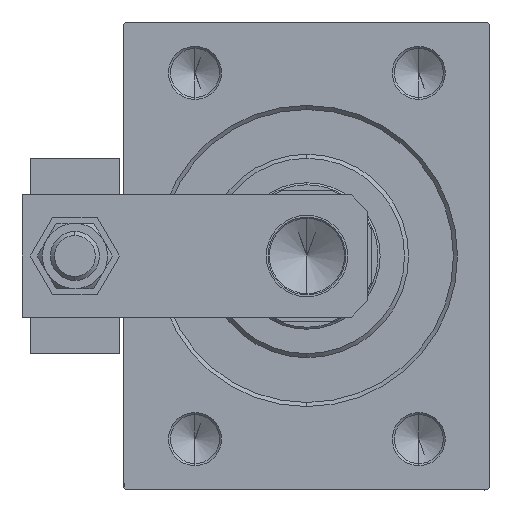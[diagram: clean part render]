
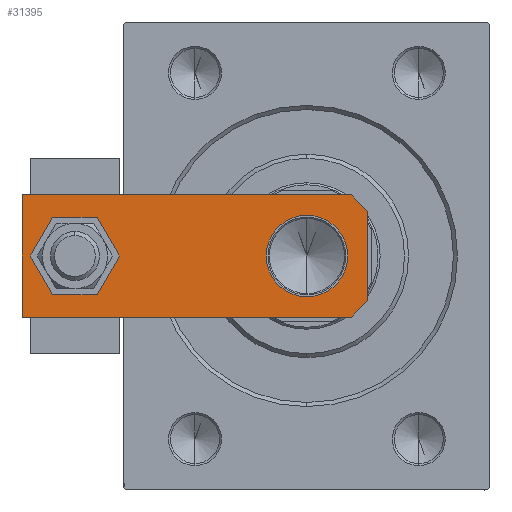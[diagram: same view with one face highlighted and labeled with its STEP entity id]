
A CAD part, left-side view. The second image highlights one B-rep face of the part: STEP entity #31395.
In plain terms, the highlighted face is planar.
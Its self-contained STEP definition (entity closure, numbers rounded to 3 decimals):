
#996 = DIRECTION ( 'NONE',  ( 0., -1., 0. ) ) ;
#1563 = VERTEX_POINT ( 'NONE', #33604 ) ;
#1716 = DIRECTION ( 'NONE',  ( 1., 0., 0. ) ) ;
#1766 = CARTESIAN_POINT ( 'NONE',  ( -15., 4., 8. ) ) ;
#1831 = ORIENTED_EDGE ( 'NONE', *, *, #36053, .F. ) ;
#3269 = DIRECTION ( 'NONE',  ( 0., 1., 0. ) ) ;
#3294 = EDGE_CURVE ( 'NONE', #45097, #17814, #27576, .T. ) ;
#3847 = VERTEX_POINT ( 'NONE', #20805 ) ;
#4698 = EDGE_CURVE ( 'NONE', #34087, #45097, #15295, .T. ) ;
#5831 = CARTESIAN_POINT ( 'NONE',  ( 0., 72., 8. ) ) ;
#6840 = DIRECTION ( 'NONE',  ( 0., 0., 1. ) ) ;
#7330 = VERTEX_POINT ( 'NONE', #18637 ) ;
#7683 = PLANE ( 'NONE',  #25714 ) ;
#7923 = DIRECTION ( 'NONE',  ( 1., 0., 0. ) ) ;
#8846 = CARTESIAN_POINT ( 'NONE',  ( -15., 85., 8. ) ) ;
#9399 = CARTESIAN_POINT ( 'NONE',  ( 5.5, -5.5, 8. ) ) ;
#9609 = CARTESIAN_POINT ( 'NONE',  ( 0., 72., 8. ) ) ;
#9735 = CARTESIAN_POINT ( 'NONE',  ( 0., 15., 8. ) ) ;
#9835 = DIRECTION ( 'NONE',  ( 0.707, -0.707, 0. ) ) ;
#11468 = FACE_BOUND ( 'NONE', #13094, .T. ) ;
#11478 = EDGE_CURVE ( 'NONE', #25526, #7330, #44556, .T. ) ;
#12051 = VECTOR ( 'NONE', #46625, 1000. ) ;
#12649 = ORIENTED_EDGE ( 'NONE', *, *, #3294, .T. ) ;
#13094 = EDGE_LOOP ( 'NONE', ( #39591, #32869 ) ) ;
#13150 = VERTEX_POINT ( 'NONE', #48149 ) ;
#14972 = ORIENTED_EDGE ( 'NONE', *, *, #24443, .F. ) ;
#15295 = LINE ( 'NONE', #27172, #12051 ) ;
#15409 = LINE ( 'NONE', #34385, #39613 ) ;
#15796 = AXIS2_PLACEMENT_3D ( 'NONE', #5831, #36152, #38799 ) ;
#17170 = CARTESIAN_POINT ( 'NONE',  ( 15., 85., 8. ) ) ;
#17814 = VERTEX_POINT ( 'NONE', #1766 ) ;
#18187 = EDGE_CURVE ( 'NONE', #3847, #36542, #38341, .T. ) ;
#18206 = DIRECTION ( 'NONE',  ( 1., 0., 0. ) ) ;
#18542 = FACE_BOUND ( 'NONE', #36194, .T. ) ;
#18637 = CARTESIAN_POINT ( 'NONE',  ( 15., 4., 8. ) ) ;
#19387 = CIRCLE ( 'NONE', #38788, 10. ) ;
#20512 = EDGE_CURVE ( 'NONE', #32500, #25526, #45232, .T. ) ;
#20805 = CARTESIAN_POINT ( 'NONE',  ( 10., 15., 8. ) ) ;
#20854 = DIRECTION ( 'NONE',  ( 1., 0., 0. ) ) ;
#20946 = CARTESIAN_POINT ( 'NONE',  ( -5.5, -5.5, 8. ) ) ;
#21898 = ORIENTED_EDGE ( 'NONE', *, *, #11478, .T. ) ;
#22562 = VECTOR ( 'NONE', #9835, 1000. ) ;
#22987 = AXIS2_PLACEMENT_3D ( 'NONE', #33358, #24979, #1716 ) ;
#23083 = CARTESIAN_POINT ( 'NONE',  ( 0., 0., 8. ) ) ;
#24071 = DIRECTION ( 'NONE',  ( 0.707, 0.707, 0. ) ) ;
#24443 = EDGE_CURVE ( 'NONE', #1563, #13150, #24654, .T. ) ;
#24654 = CIRCLE ( 'NONE', #15796, 7. ) ;
#24979 = DIRECTION ( 'NONE',  ( 0., 0., 1. ) ) ;
#25321 = ORIENTED_EDGE ( 'NONE', *, *, #4698, .T. ) ;
#25526 = VERTEX_POINT ( 'NONE', #28091 ) ;
#25714 = AXIS2_PLACEMENT_3D ( 'NONE', #23083, #38525, #7923 ) ;
#27172 = CARTESIAN_POINT ( 'NONE',  ( 15., 85., 8. ) ) ;
#27334 = VECTOR ( 'NONE', #996, 1000. ) ;
#27576 = LINE ( 'NONE', #8846, #27334 ) ;
#28091 = CARTESIAN_POINT ( 'NONE',  ( 11., 0., 8. ) ) ;
#28464 = DIRECTION ( 'NONE',  ( 0., 0., 1. ) ) ;
#29326 = CARTESIAN_POINT ( 'NONE',  ( -15., 0., 8. ) ) ;
#29836 = CIRCLE ( 'NONE', #41946, 7. ) ;
#31395 = ADVANCED_FACE ( 'NONE', ( #18542, #38022, #11468 ), #7683, .T. ) ;
#32500 = VERTEX_POINT ( 'NONE', #40560 ) ;
#32869 = ORIENTED_EDGE ( 'NONE', *, *, #18187, .F. ) ;
#33104 = LINE ( 'NONE', #20946, #22562 ) ;
#33358 = CARTESIAN_POINT ( 'NONE',  ( 0., 15., 8. ) ) ;
#33604 = CARTESIAN_POINT ( 'NONE',  ( 7., 72., 8. ) ) ;
#33618 = DIRECTION ( 'NONE',  ( 1., 0., 0. ) ) ;
#34087 = VERTEX_POINT ( 'NONE', #17170 ) ;
#34385 = CARTESIAN_POINT ( 'NONE',  ( 15., 0., 8. ) ) ;
#34719 = CARTESIAN_POINT ( 'NONE',  ( -15., 85., 8. ) ) ;
#35186 = ORIENTED_EDGE ( 'NONE', *, *, #47127, .T. ) ;
#36053 = EDGE_CURVE ( 'NONE', #13150, #1563, #29836, .T. ) ;
#36152 = DIRECTION ( 'NONE',  ( 0., 0., 1. ) ) ;
#36194 = EDGE_LOOP ( 'NONE', ( #1831, #14972 ) ) ;
#36542 = VERTEX_POINT ( 'NONE', #46683 ) ;
#37486 = EDGE_LOOP ( 'NONE', ( #12649, #45490, #49543, #21898, #35186, #25321 ) ) ;
#37947 = EDGE_CURVE ( 'NONE', #17814, #32500, #33104, .T. ) ;
#38022 = FACE_OUTER_BOUND ( 'NONE', #37486, .T. ) ;
#38341 = CIRCLE ( 'NONE', #22987, 10. ) ;
#38525 = DIRECTION ( 'NONE',  ( 0., 0., 1. ) ) ;
#38788 = AXIS2_PLACEMENT_3D ( 'NONE', #9735, #28464, #20854 ) ;
#38799 = DIRECTION ( 'NONE',  ( 1., 0., 0. ) ) ;
#39591 = ORIENTED_EDGE ( 'NONE', *, *, #48453, .F. ) ;
#39613 = VECTOR ( 'NONE', #3269, 1000. ) ;
#40560 = CARTESIAN_POINT ( 'NONE',  ( -11., 0., 8. ) ) ;
#41946 = AXIS2_PLACEMENT_3D ( 'NONE', #9609, #6840, #18206 ) ;
#44556 = LINE ( 'NONE', #9399, #49416 ) ;
#45097 = VERTEX_POINT ( 'NONE', #34719 ) ;
#45232 = LINE ( 'NONE', #29326, #46375 ) ;
#45490 = ORIENTED_EDGE ( 'NONE', *, *, #37947, .T. ) ;
#46375 = VECTOR ( 'NONE', #33618, 1000. ) ;
#46625 = DIRECTION ( 'NONE',  ( -1., 0., 0. ) ) ;
#46683 = CARTESIAN_POINT ( 'NONE',  ( -10., 15., 8. ) ) ;
#47127 = EDGE_CURVE ( 'NONE', #7330, #34087, #15409, .T. ) ;
#48149 = CARTESIAN_POINT ( 'NONE',  ( -7., 72., 8. ) ) ;
#48453 = EDGE_CURVE ( 'NONE', #36542, #3847, #19387, .T. ) ;
#49416 = VECTOR ( 'NONE', #24071, 1000. ) ;
#49543 = ORIENTED_EDGE ( 'NONE', *, *, #20512, .T. ) ;
